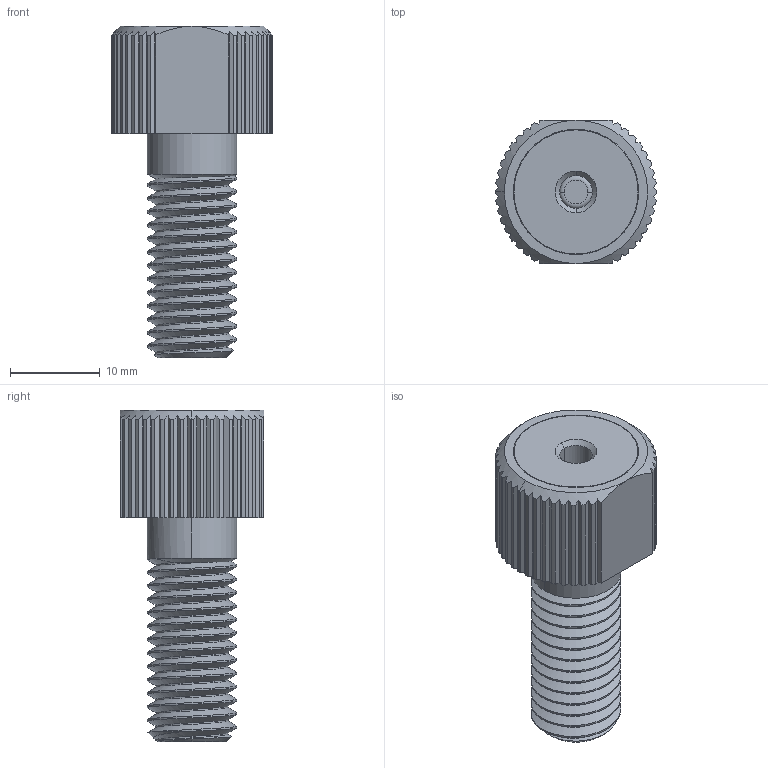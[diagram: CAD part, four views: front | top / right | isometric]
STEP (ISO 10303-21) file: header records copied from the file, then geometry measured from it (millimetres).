
FILE_DESCRIPTION (( 'STEP AP203' ), '1' );
FILE_NAME ('BAR30-SENSOR-ASSEMBLY-R1.STEP', '2015-12-22T22:22:39', ( '' ), ( '' ), 'SwSTEP 2.0', 'SolidWorks 2014', '' );
FILE_SCHEMA (( 'CONFIG_CONTROL_DESIGN' ));
Length unit declared in the file: millimetre
Products named in the file (1): BAR30-SENSOR-ASSEMBLY-R1
Bounding box: 18 x 16 x 37 mm (x, y, z)
Volume: 3336.8 mm3; surface area: 4361.7 mm2
Topology: 7 solids, 7 shells, 241 faces, 651 edges, 429 vertices
Faces by surface type: cylinder 115, plane 105, cone 11, torus 8, bspline 2
Entity records: 9266 total; most frequent: CARTESIAN_POINT 3470, ORIENTED_EDGE 1302, DIRECTION 1092, EDGE_CURVE 651, VERTEX_POINT 429, AXIS2_PLACEMENT_3D 393, LINE 306, VECTOR 306
